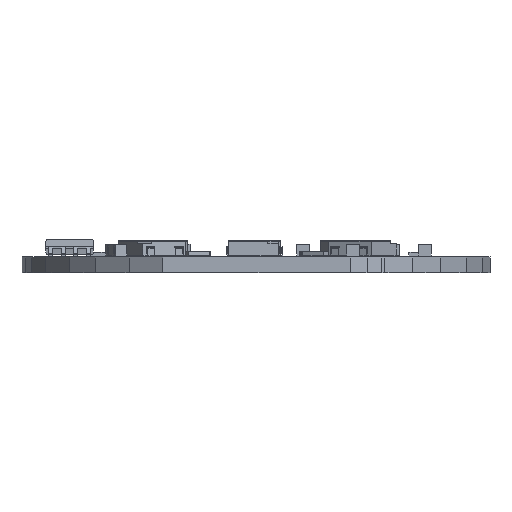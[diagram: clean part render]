
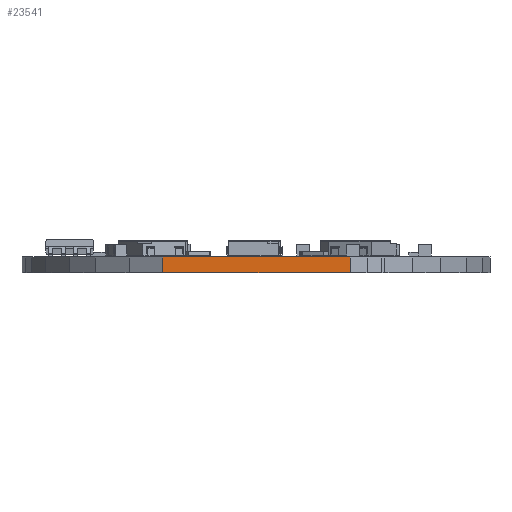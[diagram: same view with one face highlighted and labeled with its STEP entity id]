
A CAD part, front view. The second image highlights one B-rep face of the part: STEP entity #23541.
In plain terms, the highlighted planar face has unit normal (0, -1, 0).
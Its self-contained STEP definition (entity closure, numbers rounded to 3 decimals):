
#21274 = PLANE('',#21275);
#21275 = AXIS2_PLACEMENT_3D('',#21276,#21277,#21278);
#21276 = CARTESIAN_POINT('',(193.783,-104.182,1.6));
#21277 = DIRECTION('',(0.,0.,1.));
#21278 = DIRECTION('',(1.,0.,0.));
#21328 = PLANE('',#21329);
#21329 = AXIS2_PLACEMENT_3D('',#21330,#21331,#21332);
#21330 = CARTESIAN_POINT('',(193.783,-104.182,0.));
#21331 = DIRECTION('',(0.,0.,1.));
#21332 = DIRECTION('',(1.,0.,0.));
#21745 = VERTEX_POINT('',#21746);
#21746 = CARTESIAN_POINT('',(184.4,-129.8,0.));
#21760 = PLANE('',#21761);
#21761 = AXIS2_PLACEMENT_3D('',#21762,#21763,#21764);
#21762 = CARTESIAN_POINT('',(184.4,-119.5,0.));
#21763 = DIRECTION('',(1.,0.,0.));
#21764 = DIRECTION('',(0.,-1.,0.));
#21772 = EDGE_CURVE('',#21745,#21773,#21775,.T.);
#21773 = VERTEX_POINT('',#21774);
#21774 = CARTESIAN_POINT('',(203.3,-129.8,0.));
#21775 = SURFACE_CURVE('',#21776,(#21780,#21787),.PCURVE_S1.);
#21776 = LINE('',#21777,#21778);
#21777 = CARTESIAN_POINT('',(184.4,-129.8,0.));
#21778 = VECTOR('',#21779,1.);
#21779 = DIRECTION('',(1.,0.,0.));
#21780 = PCURVE('',#21328,#21781);
#21781 = DEFINITIONAL_REPRESENTATION('',(#21782),#21786);
#21782 = LINE('',#21783,#21784);
#21783 = CARTESIAN_POINT('',(-9.383,-25.618));
#21784 = VECTOR('',#21785,1.);
#21785 = DIRECTION('',(1.,0.));
#21786 = ( GEOMETRIC_REPRESENTATION_CONTEXT(2) 
PARAMETRIC_REPRESENTATION_CONTEXT() REPRESENTATION_CONTEXT('2D SPACE',''
  ) );
#21787 = PCURVE('',#21788,#21793);
#21788 = PLANE('',#21789);
#21789 = AXIS2_PLACEMENT_3D('',#21790,#21791,#21792);
#21790 = CARTESIAN_POINT('',(184.4,-129.8,0.));
#21791 = DIRECTION('',(0.,1.,0.));
#21792 = DIRECTION('',(1.,0.,0.));
#21793 = DEFINITIONAL_REPRESENTATION('',(#21794),#21798);
#21794 = LINE('',#21795,#21796);
#21795 = CARTESIAN_POINT('',(0.,0.));
#21796 = VECTOR('',#21797,1.);
#21797 = DIRECTION('',(1.,0.));
#21798 = ( GEOMETRIC_REPRESENTATION_CONTEXT(2) 
PARAMETRIC_REPRESENTATION_CONTEXT() REPRESENTATION_CONTEXT('2D SPACE',''
  ) );
#21816 = PLANE('',#21817);
#21817 = AXIS2_PLACEMENT_3D('',#21818,#21819,#21820);
#21818 = CARTESIAN_POINT('',(203.3,-129.8,0.));
#21819 = DIRECTION('',(-1.,0.,0.));
#21820 = DIRECTION('',(0.,1.,0.));
#22514 = VERTEX_POINT('',#22515);
#22515 = CARTESIAN_POINT('',(184.4,-129.8,1.6));
#22536 = EDGE_CURVE('',#22514,#22537,#22539,.T.);
#22537 = VERTEX_POINT('',#22538);
#22538 = CARTESIAN_POINT('',(203.3,-129.8,1.6));
#22539 = SURFACE_CURVE('',#22540,(#22544,#22551),.PCURVE_S1.);
#22540 = LINE('',#22541,#22542);
#22541 = CARTESIAN_POINT('',(184.4,-129.8,1.6));
#22542 = VECTOR('',#22543,1.);
#22543 = DIRECTION('',(1.,0.,0.));
#22544 = PCURVE('',#21274,#22545);
#22545 = DEFINITIONAL_REPRESENTATION('',(#22546),#22550);
#22546 = LINE('',#22547,#22548);
#22547 = CARTESIAN_POINT('',(-9.383,-25.618));
#22548 = VECTOR('',#22549,1.);
#22549 = DIRECTION('',(1.,0.));
#22550 = ( GEOMETRIC_REPRESENTATION_CONTEXT(2) 
PARAMETRIC_REPRESENTATION_CONTEXT() REPRESENTATION_CONTEXT('2D SPACE',''
  ) );
#22551 = PCURVE('',#21788,#22552);
#22552 = DEFINITIONAL_REPRESENTATION('',(#22553),#22557);
#22553 = LINE('',#22554,#22555);
#22554 = CARTESIAN_POINT('',(0.,-1.6));
#22555 = VECTOR('',#22556,1.);
#22556 = DIRECTION('',(1.,0.));
#22557 = ( GEOMETRIC_REPRESENTATION_CONTEXT(2) 
PARAMETRIC_REPRESENTATION_CONTEXT() REPRESENTATION_CONTEXT('2D SPACE',''
  ) );
#23493 = EDGE_CURVE('',#21745,#22514,#23494,.T.);
#23494 = SURFACE_CURVE('',#23495,(#23499,#23506),.PCURVE_S1.);
#23495 = LINE('',#23496,#23497);
#23496 = CARTESIAN_POINT('',(184.4,-129.8,0.));
#23497 = VECTOR('',#23498,1.);
#23498 = DIRECTION('',(0.,0.,1.));
#23499 = PCURVE('',#21760,#23500);
#23500 = DEFINITIONAL_REPRESENTATION('',(#23501),#23505);
#23501 = LINE('',#23502,#23503);
#23502 = CARTESIAN_POINT('',(10.3,0.));
#23503 = VECTOR('',#23504,1.);
#23504 = DIRECTION('',(0.,-1.));
#23505 = ( GEOMETRIC_REPRESENTATION_CONTEXT(2) 
PARAMETRIC_REPRESENTATION_CONTEXT() REPRESENTATION_CONTEXT('2D SPACE',''
  ) );
#23506 = PCURVE('',#21788,#23507);
#23507 = DEFINITIONAL_REPRESENTATION('',(#23508),#23512);
#23508 = LINE('',#23509,#23510);
#23509 = CARTESIAN_POINT('',(0.,0.));
#23510 = VECTOR('',#23511,1.);
#23511 = DIRECTION('',(0.,-1.));
#23512 = ( GEOMETRIC_REPRESENTATION_CONTEXT(2) 
PARAMETRIC_REPRESENTATION_CONTEXT() REPRESENTATION_CONTEXT('2D SPACE',''
  ) );
#23541 = ADVANCED_FACE('',(#23542),#21788,.F.);
#23542 = FACE_BOUND('',#23543,.F.);
#23543 = EDGE_LOOP('',(#23544,#23545,#23546,#23567));
#23544 = ORIENTED_EDGE('',*,*,#23493,.T.);
#23545 = ORIENTED_EDGE('',*,*,#22536,.T.);
#23546 = ORIENTED_EDGE('',*,*,#23547,.F.);
#23547 = EDGE_CURVE('',#21773,#22537,#23548,.T.);
#23548 = SURFACE_CURVE('',#23549,(#23553,#23560),.PCURVE_S1.);
#23549 = LINE('',#23550,#23551);
#23550 = CARTESIAN_POINT('',(203.3,-129.8,0.));
#23551 = VECTOR('',#23552,1.);
#23552 = DIRECTION('',(0.,0.,1.));
#23553 = PCURVE('',#21788,#23554);
#23554 = DEFINITIONAL_REPRESENTATION('',(#23555),#23559);
#23555 = LINE('',#23556,#23557);
#23556 = CARTESIAN_POINT('',(18.9,0.));
#23557 = VECTOR('',#23558,1.);
#23558 = DIRECTION('',(0.,-1.));
#23559 = ( GEOMETRIC_REPRESENTATION_CONTEXT(2) 
PARAMETRIC_REPRESENTATION_CONTEXT() REPRESENTATION_CONTEXT('2D SPACE',''
  ) );
#23560 = PCURVE('',#21816,#23561);
#23561 = DEFINITIONAL_REPRESENTATION('',(#23562),#23566);
#23562 = LINE('',#23563,#23564);
#23563 = CARTESIAN_POINT('',(0.,0.));
#23564 = VECTOR('',#23565,1.);
#23565 = DIRECTION('',(0.,-1.));
#23566 = ( GEOMETRIC_REPRESENTATION_CONTEXT(2) 
PARAMETRIC_REPRESENTATION_CONTEXT() REPRESENTATION_CONTEXT('2D SPACE',''
  ) );
#23567 = ORIENTED_EDGE('',*,*,#21772,.F.);
